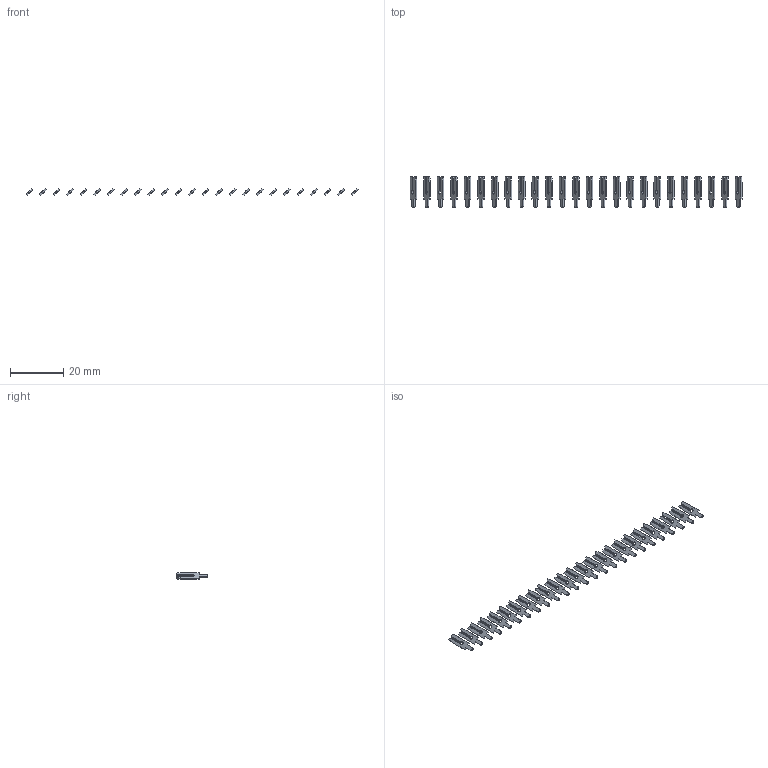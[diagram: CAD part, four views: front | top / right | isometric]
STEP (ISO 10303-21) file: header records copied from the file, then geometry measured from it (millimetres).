
FILE_DESCRIPTION (( 'STEP AP203' ), '1' );
FILE_NAME ('106-025-250-200.STEP', '2020-04-16T19:21:49', ( '' ), ( '' ), 'SwSTEP 2.0', 'SolidWorks 2016', '' );
FILE_SCHEMA (( 'CONFIG_CONTROL_DESIGN' ));
Length unit declared in the file: inch
Products named in the file (2): 100-290-001_100-290-250; 106-025-250-200
Assembly tree (25 placements, depth 2):
  106-025-250-200
    100-290-001_100-290-250  x25
Bounding box: 124.45 x 11.48 x 2.53 mm (x, y, z)
Volume: 390.1 mm3; surface area: 1833.7 mm2
Topology: 25 solids, 25 shells, 600 faces, 1650 edges, 1100 vertices
Faces by surface type: plane 500, cylinder 100
Entity records: 1726 total; most frequent: CARTESIAN_POINT 174, DIRECTION 174, ORIENTED_EDGE 132, EDGE_CURVE 66, LOCAL_TIME 60, CALENDAR_DATE 60, DATE_AND_TIME 60, AXIS2_PLACEMENT_3D 60
